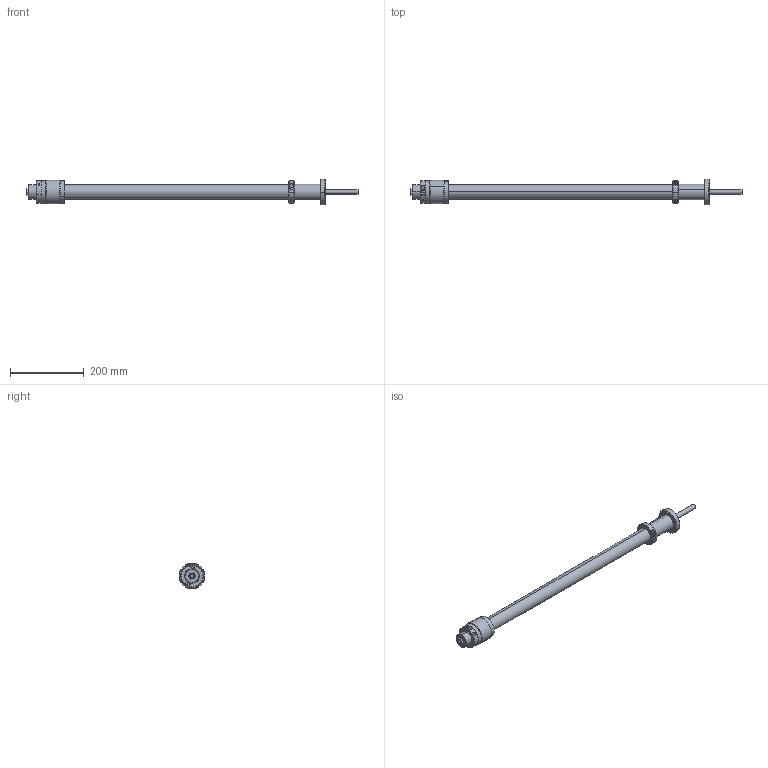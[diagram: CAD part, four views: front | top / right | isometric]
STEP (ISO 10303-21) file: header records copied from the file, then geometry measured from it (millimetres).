
FILE_DESCRIPTION (( 'STEP AP214' ), '1' );
FILE_NAME ('FLLRE-275-50-24, AP214.STEP', '2021-08-16T17:50:26', ( '' ), ( '' ), 'SwSTEP 2.0', 'SolidWorks 2010', '' );
FILE_SCHEMA (( 'AUTOMOTIVE_DESIGN' ));
Length unit declared in the file: inch
Products named in the file (1): FLLRE-275-50-24, AP214
Bounding box: 900.9 x 69.34 x 69.34 mm (x, y, z)
Surface area: 287090.5 mm2 (no closed solid volume)
Topology: 0 solids, 23 shells, 206 faces, 562 edges, 377 vertices
Faces by surface type: cylinder 86, plane 68, cone 50, torus 2
Entity records: 9862 total; most frequent: CARTESIAN_POINT 1910, DIRECTION 1157, ORIENTED_EDGE 956, EDGE_CURVE 560, AXIS2_PLACEMENT_3D 464, VERTEX_POINT 377, CIRCLE 257, EDGE_LOOP 253
